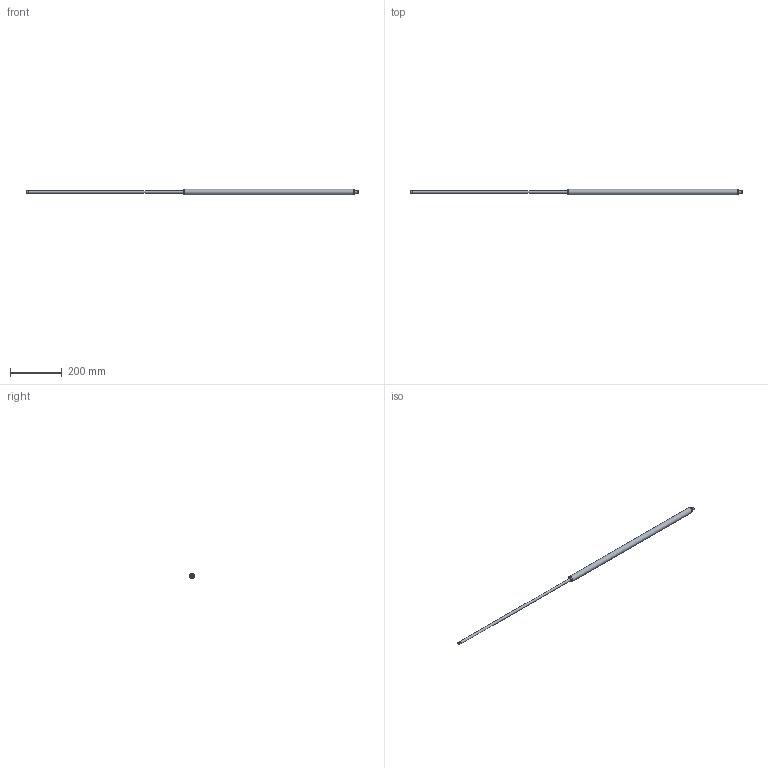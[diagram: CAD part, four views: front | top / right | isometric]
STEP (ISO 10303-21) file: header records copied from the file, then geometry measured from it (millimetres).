
FILE_DESCRIPTION((''),'2;1');
FILE_NAME('GF-1022-Hub-600-EBL-1264.stp','2011-04-07T16:07:04',('CADNEU'),(''),'Autodesk Inventor 2011','Autodesk Inventor 2011','');
FILE_SCHEMA(('AUTOMOTIVE_DESIGN { 1 0 10303 214 1 1 1 1 }'));
Length unit declared in the file: millimetre
Products named in the file (5): GF-1022-Hub-600-EBL-1264; Zylinder_22; Kolbenstange_10; Gewindeanschluß_D0; Gewindeanschluß_M0_22
Assembly tree (4 placements, depth 2):
  GF-1022-Hub-600-EBL-1264
    Zylinder_22
    Kolbenstange_10
    Gewindeanschluß_D0
    Gewindeanschluß_M0_22
Bounding box: 1286 x 22 x 22 mm (x, y, z)
Volume: 300465.4 mm3; surface area: 67069.8 mm2
Topology: 4 solids, 4 shells, 24 faces, 35 edges, 20 vertices
Faces by surface type: plane 9, cylinder 7, cone 6, torus 2
Full cylindrical faces by diameter (mm): 10 x3, 16.8 x1, 16.9 x1, 22 x2
Entity records: 637 total; most frequent: DIRECTION 106, CARTESIAN_POINT 73, AXIS2_PLACEMENT_3D 53, ORIENTED_EDGE 40, EDGE_LOOP 40, STYLED_ITEM 25, FACE_OUTER_BOUND 24, ADVANCED_FACE 24
